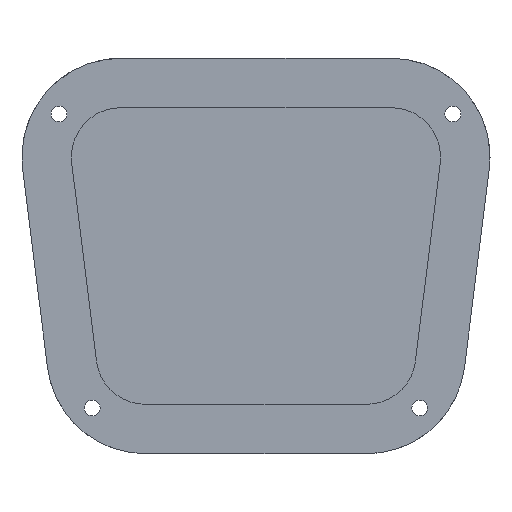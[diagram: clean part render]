
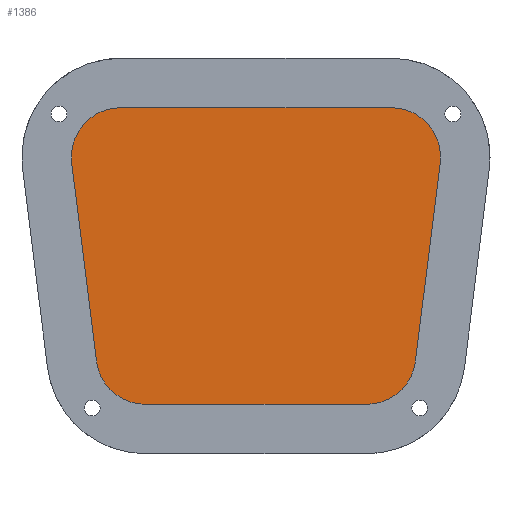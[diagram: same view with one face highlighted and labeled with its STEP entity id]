
A CAD part, front view. The second image highlights one B-rep face of the part: STEP entity #1386.
In plain terms, the highlighted planar face has unit normal (0, -1, 0).
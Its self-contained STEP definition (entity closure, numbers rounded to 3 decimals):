
#95=LINE('',#3961,#158);
#100=LINE('',#3974,#163);
#104=LINE('',#3986,#167);
#108=LINE('',#3998,#171);
#158=VECTOR('',#1879,10.);
#163=VECTOR('',#1892,10.);
#167=VECTOR('',#1904,10.);
#171=VECTOR('',#1916,10.);
#195=PLANE('',#1558);
#306=FACE_OUTER_BOUND('',#392,.T.);
#392=EDGE_LOOP('',(#1209,#1210,#1211,#1212,#1213,#1214,#1215,#1216));
#514=CIRCLE('',#1545,10.);
#516=CIRCLE('',#1549,10.);
#518=CIRCLE('',#1553,10.);
#520=CIRCLE('',#1557,10.);
#632=VERTEX_POINT('',#3958);
#633=VERTEX_POINT('',#3960);
#635=VERTEX_POINT('',#3966);
#637=VERTEX_POINT('',#3972);
#639=VERTEX_POINT('',#3978);
#641=VERTEX_POINT('',#3984);
#643=VERTEX_POINT('',#3990);
#645=VERTEX_POINT('',#3996);
#824=EDGE_CURVE('',#632,#633,#95,.T.);
#828=EDGE_CURVE('',#635,#632,#514,.T.);
#831=EDGE_CURVE('',#637,#635,#100,.T.);
#834=EDGE_CURVE('',#639,#637,#516,.T.);
#837=EDGE_CURVE('',#641,#639,#104,.T.);
#840=EDGE_CURVE('',#643,#641,#518,.T.);
#843=EDGE_CURVE('',#645,#643,#108,.T.);
#845=EDGE_CURVE('',#633,#645,#520,.T.);
#1209=ORIENTED_EDGE('',*,*,#845,.F.);
#1210=ORIENTED_EDGE('',*,*,#824,.F.);
#1211=ORIENTED_EDGE('',*,*,#828,.F.);
#1212=ORIENTED_EDGE('',*,*,#831,.F.);
#1213=ORIENTED_EDGE('',*,*,#834,.F.);
#1214=ORIENTED_EDGE('',*,*,#837,.F.);
#1215=ORIENTED_EDGE('',*,*,#840,.F.);
#1216=ORIENTED_EDGE('',*,*,#843,.F.);
#1386=ADVANCED_FACE('',(#306),#195,.F.);
#1545=AXIS2_PLACEMENT_3D('',#3968,#1886,#1887);
#1549=AXIS2_PLACEMENT_3D('',#3980,#1898,#1899);
#1553=AXIS2_PLACEMENT_3D('',#3992,#1910,#1911);
#1557=AXIS2_PLACEMENT_3D('',#4001,#1921,#1922);
#1558=AXIS2_PLACEMENT_3D('',#4002,#1923,#1924);
#1879=DIRECTION('',(-1.,0.,0.));
#1886=DIRECTION('center_axis',(0.,1.,0.));
#1887=DIRECTION('ref_axis',(0.992,0.,-0.124));
#1892=DIRECTION('',(-0.124,0.,-0.992));
#1898=DIRECTION('center_axis',(0.,1.,0.));
#1899=DIRECTION('ref_axis',(0.,0.,1.));
#1904=DIRECTION('',(1.,0.,0.));
#1910=DIRECTION('center_axis',(0.,1.,0.));
#1911=DIRECTION('ref_axis',(-0.992,0.,-0.124));
#1916=DIRECTION('',(-0.124,0.,0.992));
#1921=DIRECTION('center_axis',(0.,1.,0.));
#1922=DIRECTION('ref_axis',(0.,0.,-1.));
#1923=DIRECTION('center_axis',(0.,1.,0.));
#1924=DIRECTION('ref_axis',(-1.,0.,0.));
#3958=CARTESIAN_POINT('',(22.344,25.,-127.));
#3960=CARTESIAN_POINT('',(-22.344,25.,-127.));
#3961=CARTESIAN_POINT('',(-22.344,25.,-127.));
#3966=CARTESIAN_POINT('',(32.267,25.,-118.24));
#3968=CARTESIAN_POINT('Origin',(22.344,25.,-117.));
#3972=CARTESIAN_POINT('',(37.267,25.,-78.24));
#3974=CARTESIAN_POINT('',(32.267,25.,-118.24));
#3978=CARTESIAN_POINT('',(27.344,25.,-67.));
#3980=CARTESIAN_POINT('Origin',(27.344,25.,-77.));
#3984=CARTESIAN_POINT('',(-27.344,25.,-67.));
#3986=CARTESIAN_POINT('',(27.344,25.,-67.));
#3990=CARTESIAN_POINT('',(-37.267,25.,-78.24));
#3992=CARTESIAN_POINT('Origin',(-27.344,25.,-77.));
#3996=CARTESIAN_POINT('',(-32.267,25.,-118.24));
#3998=CARTESIAN_POINT('',(-37.267,25.,-78.24));
#4001=CARTESIAN_POINT('Origin',(-22.344,25.,-117.));
#4002=CARTESIAN_POINT('Origin',(0.,25.,-97.));
